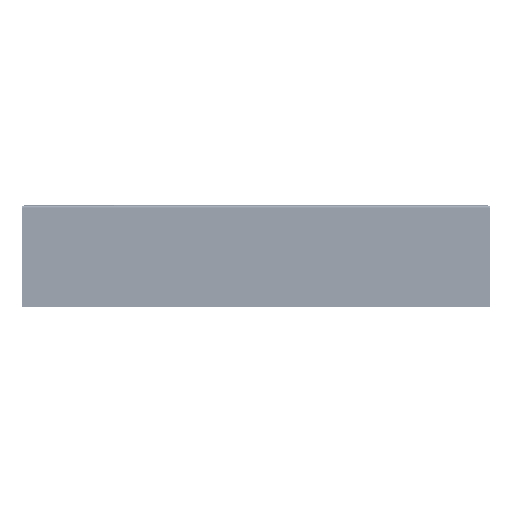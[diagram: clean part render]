
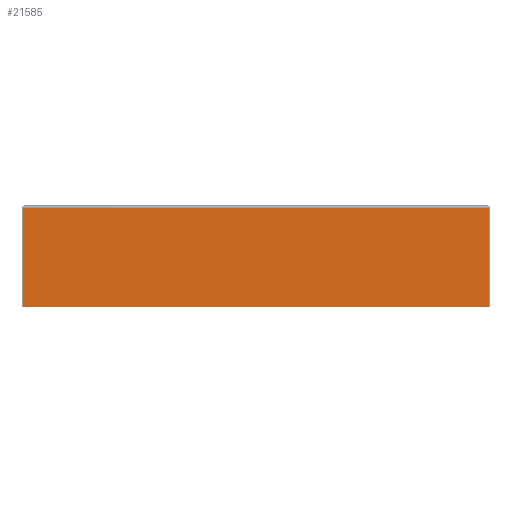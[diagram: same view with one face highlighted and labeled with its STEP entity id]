
A CAD part, front view. The second image highlights one B-rep face of the part: STEP entity #21585.
In plain terms, the highlighted face is planar.
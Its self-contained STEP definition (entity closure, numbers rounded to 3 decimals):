
#21585=ADVANCED_FACE('',(#28894),#28895,.T.);
#28894=FACE_OUTER_BOUND('',#36238,.T.);
#28895=PLANE('',#36239);
#36238=EDGE_LOOP('',(#46623,#46624,#46625,#46626));
#36239=AXIS2_PLACEMENT_3D('',#46627,#46628,#46629);
#46623=ORIENTED_EDGE('',*,*,#55194,.T.);
#46624=ORIENTED_EDGE('',*,*,#55189,.T.);
#46625=ORIENTED_EDGE('',*,*,#55195,.T.);
#46626=ORIENTED_EDGE('',*,*,#55196,.T.);
#46627=CARTESIAN_POINT('',(0.,285.0,66.0));
#46628=DIRECTION('',(0.0,1.0,0.0));
#46629=DIRECTION('',(-1.0,0.0,0.0));
#55189=EDGE_CURVE('',#61345,#61340,#61351,.F.);
#55194=EDGE_CURVE('',#61356,#61345,#61357,.T.);
#55195=EDGE_CURVE('',#61340,#61358,#61359,.F.);
#55196=EDGE_CURVE('',#61358,#61356,#61360,.T.);
#61340=VERTEX_POINT('',#69833);
#61345=VERTEX_POINT('',#69839);
#61351=LINE('',#69847,#69848);
#61356=VERTEX_POINT('',#69855);
#61357=LINE('',#69856,#69857);
#61358=VERTEX_POINT('',#69858);
#61359=LINE('',#69859,#69860);
#61360=LINE('',#69861,#69862);
#69833=CARTESIAN_POINT('',(183.9,285.0,65.0));
#69839=CARTESIAN_POINT('',(-183.9,285.0,65.0));
#69847=CARTESIAN_POINT('',(0.,285.0,65.0));
#69848=VECTOR('',#77528,1.0);
#69855=CARTESIAN_POINT('',(-183.9,285.0,-13.0));
#69856=CARTESIAN_POINT('',(-183.9,285.0,66.0));
#69857=VECTOR('',#77531,1.0);
#69858=CARTESIAN_POINT('',(183.9,285.0,-13.0));
#69859=CARTESIAN_POINT('',(183.9,285.0,66.0));
#69860=VECTOR('',#77532,1.0);
#69861=CARTESIAN_POINT('',(0.,285.0,-13.0));
#69862=VECTOR('',#77533,1.0);
#77528=DIRECTION('',(-1.0,0.0,0.0));
#77531=DIRECTION('',(0.0,0.0,1.0));
#77532=DIRECTION('',(0.0,0.0,1.0));
#77533=DIRECTION('',(-1.0,0.0,0.0));
